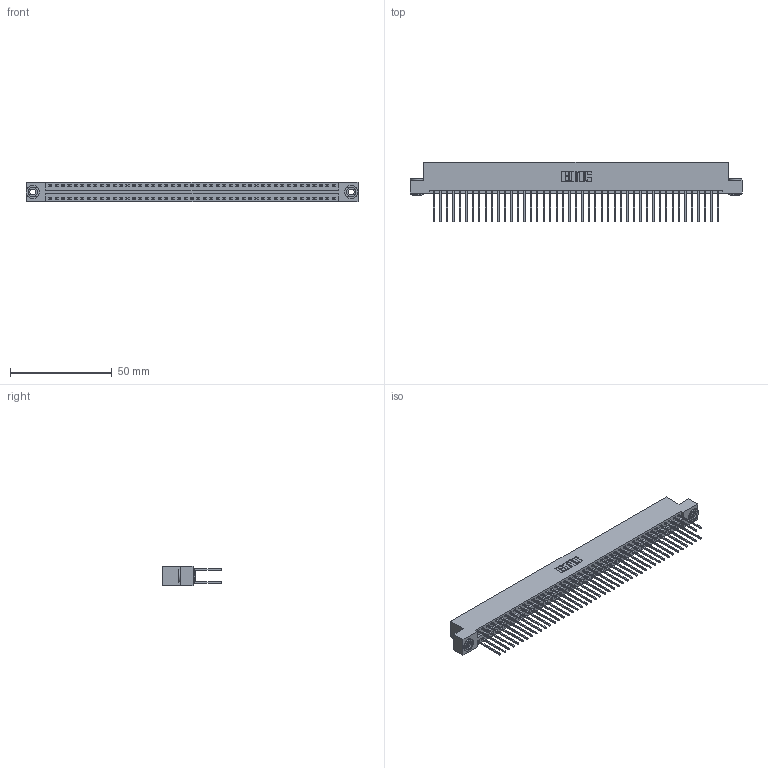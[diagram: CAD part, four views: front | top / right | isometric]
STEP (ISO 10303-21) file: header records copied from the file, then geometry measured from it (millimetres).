
FILE_DESCRIPTION (( 'STEP AP203' ), '1' );
FILE_NAME ('396-090-540-203.STEP', '2019-10-31T01:58:01', ( '' ), ( '' ), 'SwSTEP 2.0', 'SolidWorks 2016', '' );
FILE_SCHEMA (( 'CONFIG_CONTROL_DESIGN' ));
Length unit declared in the file: inch
Products named in the file (4): 345-250-002_345-250-002-102; 345-292-001_345-293-140; 396-090-540-203; 346 Part_Flush Mounting Lugs - 0.156 Dia-TH
Assembly tree (93 placements, depth 2):
  396-090-540-203
    346 Part_Flush Mounting Lugs - 0.156 Dia-TH
    345-292-001_345-293-140  x90
    345-250-002_345-250-002-102  x2
Bounding box: 163.45 x 29.46 x 9.4 mm (x, y, z)
Volume: 16322.2 mm3; surface area: 24311.1 mm2
Topology: 93 solids, 93 shells, 4840 faces, 14355 edges, 9446 vertices
Faces by surface type: plane 3236, cylinder 1596, cone 8
Entity records: 29632 total; most frequent: CARTESIAN_POINT 4855, ORIENTED_EDGE 4782, DIRECTION 4361, EDGE_CURVE 2391, VECTOR 2055, LINE 2055, VERTEX_POINT 1590, AXIS2_PLACEMENT_3D 1153
